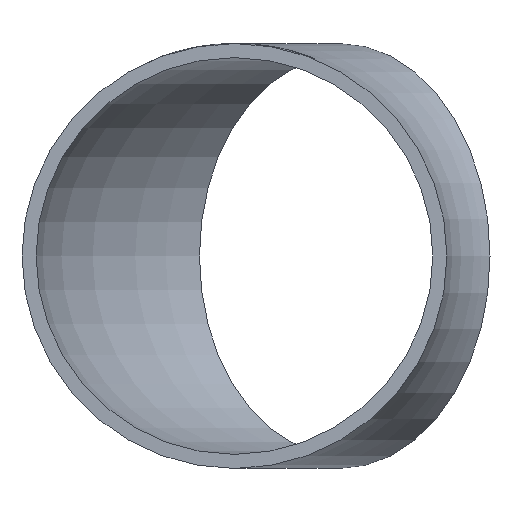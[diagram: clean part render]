
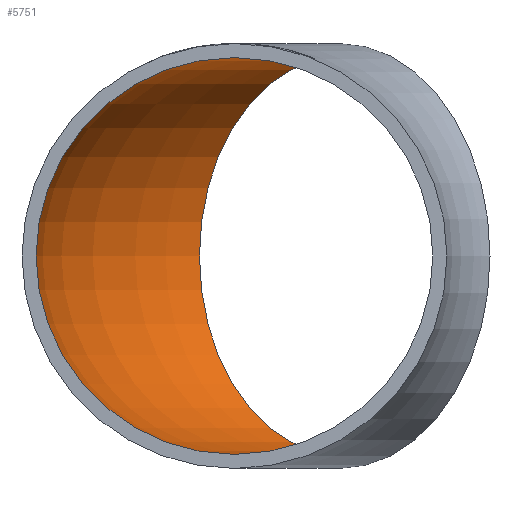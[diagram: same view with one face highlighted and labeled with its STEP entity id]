
A CAD part, front view. The second image highlights one B-rep face of the part: STEP entity #5751.
In plain terms, the highlighted toroidal (fillet/blend) face has major radius 51 mm and minor radius 28.15 mm.
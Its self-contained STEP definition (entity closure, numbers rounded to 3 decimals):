
#1284 = ORIENTED_EDGE ( 'NONE', *, *, #8679, .F. ) ;
#1469 = CARTESIAN_POINT ( 'NONE',  ( 0., 0., 0. ) ) ;
#2014 = AXIS2_PLACEMENT_3D ( 'NONE', #13879, #10740, #13986 ) ;
#2345 = AXIS2_PLACEMENT_3D ( 'NONE', #5119, #8314, #14620 ) ;
#5119 = CARTESIAN_POINT ( 'NONE',  ( -36.062, 36.062, 0. ) ) ;
#5361 = EDGE_LOOP ( 'NONE', ( #1284 ) ) ;
#5751 = ADVANCED_FACE ( 'NONE', ( #10592, #15483 ), #9531, .F. ) ;
#6095 = DIRECTION ( 'NONE',  ( 0., 0., -1. ) ) ;
#6979 = CARTESIAN_POINT ( 'NONE',  ( -51., 0., 28.15 ) ) ;
#7640 = EDGE_CURVE ( 'NONE', #13088, #13088, #16489, .T. ) ;
#8259 = CIRCLE ( 'NONE', #2014, 28.15 ) ;
#8314 = DIRECTION ( 'NONE',  ( 0.707, 0.707, 0. ) ) ;
#8679 = EDGE_CURVE ( 'NONE', #11508, #11508, #8259, .T. ) ;
#9531 = TOROIDAL_SURFACE ( 'NONE', #20041, 51., 28.15 ) ;
#10592 = FACE_OUTER_BOUND ( 'NONE', #16828, .T. ) ;
#10740 = DIRECTION ( 'NONE',  ( 0., 1., 0. ) ) ;
#11508 = VERTEX_POINT ( 'NONE', #6979 ) ;
#12374 = DIRECTION ( 'NONE',  ( -1., 0., 0. ) ) ;
#13088 = VERTEX_POINT ( 'NONE', #15038 ) ;
#13879 = CARTESIAN_POINT ( 'NONE',  ( -51., 0., 0. ) ) ;
#13986 = DIRECTION ( 'NONE',  ( 0., 0., 1. ) ) ;
#14620 = DIRECTION ( 'NONE',  ( -0.707, 0.707, 0. ) ) ;
#15038 = CARTESIAN_POINT ( 'NONE',  ( -55.968, 55.968, 0. ) ) ;
#15483 = FACE_OUTER_BOUND ( 'NONE', #5361, .T. ) ;
#16489 = CIRCLE ( 'NONE', #2345, 28.15 ) ;
#16828 = EDGE_LOOP ( 'NONE', ( #17293 ) ) ;
#17293 = ORIENTED_EDGE ( 'NONE', *, *, #7640, .T. ) ;
#20041 = AXIS2_PLACEMENT_3D ( 'NONE', #1469, #6095, #12374 ) ;
